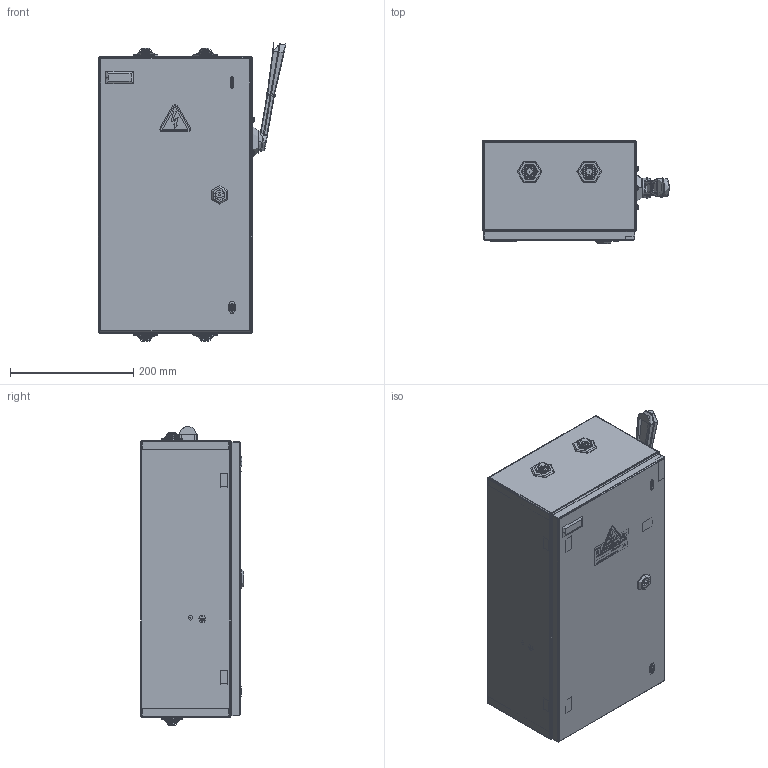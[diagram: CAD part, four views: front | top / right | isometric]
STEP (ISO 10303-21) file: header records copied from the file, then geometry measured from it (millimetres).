
FILE_DESCRIPTION (( 'STEP AP203' ), '1' );
FILE_NAME ('450.000.013 ßùèê ñèëîâîé ßÐÏ-100.STEP', '2024-10-28T11:05:46', ( '' ), ( '' ), 'SwSTEP 2.0', 'SolidWorks 2017', '' );
FILE_SCHEMA (( 'CONFIG_CONTROL_DESIGN' ));
Length unit declared in the file: millimetre
Products named in the file (59): 000.106.003 忺謤僔_00; 嵑殧趌6402_6; Ðóêîÿòêà_ÂÐ32_2_00; 000.612.046 Äåðæàòåëü ïðåäîõðàíèòåëÿ 100À_01; 鎔艜_17473_M5x20; 042-04 Ýòèêåòêà çíàêà íàïðÿæåíèÿ_00; 椷摠樦趌00; 044-33 逄鋋襡樇鳺_IP31; 023-08 砑鳧罻_01; ������ ��32-31 (����)_��32(100�); 嵑殧趌11371_6; ﾊ濱ﾂﾐ32_2-1_00; 010-34 眈翴錪_00; ﾇ瑟鶴 ﾇﾘ-1 (ﾟﾇﾘﾂ.0_L45)_00; 056-43 椯鴀殣罻_00; Øïëèíò_397_3,2å40; 000.800.007 青镨疣蝈朦_00; 嵑殧趌10462_5; 028-16 栴鍕趌00; 046-04 青汶篪赅 忖钿郷20_1; 鎔艜_17473_M6x12; 鎔艜_17473_M5x8; 060-228 嵙縺 100餛00; ﾎ魵瑙韃 ﾎﾔﾏ-2_01; 037-12 毳罻 櫇襛醂00; 026-26 赶鎀鍧_00; 嵑殧趌6402_5; 000.201.050 攜歑罻_00-IP-31; 065-01 沶鐍趌00; 蹴濋趌5927_M6; 鍔錓_7798_M6x25; 025-340  砑鳧罻 膰艜魛蠉_00; 000.211.055 攜歑罻_00; 嵑殧趌11371_5; 060-229 嵙縺 100餛00; 043-49 Êîíòàêò 100À_01 "100€"; 450.000.013 ßùèê ñèëîâîé ßÐÏ-100; 002-72 栺樇罻_00; 鍔錓_7798_M6x16; ч瀁禬п-1_00 ...
Assembly tree (172 placements, depth 5):
  450.000.013 ßùèê ñèëîâîé ßÐÏ-100
    000.106.003 忺謤僔_00
      008-33 栺樇罻_00
      002-72 栺樇罻_00  x2
      028-16 栴鍕趌00  x2
      026-26 赶鎀鍧_00
      019-20 砑鳧罻_00  x2
      Øïèëüêà çàçåìëåíèÿ CKF CS_Œ6å16
    037-12 毳罻 櫇襛醂00  x2
    Øïëèíò_397_3,2å40  x2
    嵑殧趌11371_5  x2
    嵑殧趌6402_5  x2
    鎔艜_17473_M5x10  x2
    000.201.050 攜歑罻_00-IP-31
      000.211.055 攜歑罻_00
        012-72 攜歑罻_00
        026-56 赶鎀鍧_00  x2
        026-121 赶鎀鍧_00
      ﾇ瑟鶴 ﾇﾘ-1 (ﾟﾇﾘﾂ.0_L45)_00
        扻豵鵨_п-1
        ч瀁禬п-1_00
        嵑殧趌11371_6
        鎔艜_17473_M6x12
      椷摠樦趌00
      044-33 逄鋋襡樇鳺_IP31
    000.900.031 Áëîê âûêëþ÷àòåëÿ 100À_00
      010-34 眈翴錪_00
      ��32-31�31250-32 ���3 (��������)_��32-31�31250-32
        ������ ��32-31 (����)_��32(100�)
        ﾊ濱ﾂﾐ32_2-1_00
        嵑殧趌11371_6  x15
        鍔錓_7798_M6x16  x6
        嵑殧趌6402_6  x6
        蹴濋趌5915_M6  x6
        Ðóêîÿòêà_ÂÐ32_2_00
        鎔艜_17473_M6x16  x3
        蹴濋趌5927_M6  x3
      嵑殧趌11371_6  x14
      嵑殧趌6402_6  x7
      蹴濋趌5927_M6  x7
      鎔艜_17473_M6x16  x4
      000.612.046 Äåðæàòåëü ïðåäîõðàíèòåëÿ 100À_01  x3
        ﾎ魵瑙韃 ﾎﾔﾏ-2_01
        000.612.047 Êîíòàêò 100À_00
          043-49 Êîíòàêò 100À_01 "100€"
          Ïðóæèíà-êîëüöî1_ðóáèëüíèê 100À_00
          023-08 砑鳧罻_01
          嵑殧趌11371_5  x2
          鎔艜_17473_M5x20  x2
          嵑殧趌11371_6  x2
          嵑殧趌6402_6
          蹴濋趌5915_M6
          鍔錓_7798_M6x25
          嵑殧趌6402_5  x2
        025-340  砑鳧罻 膰艜魛蠉_00
      鎔艜_17473_M6x25  x3
      060-227 嵙縺 100餛00
      060-228 嵙縺 100餛00
      060-229 嵙縺 100餛00
      000.800.007 青镨疣蝈朦_00
Bounding box: 304.69 x 167.63 x 485.06 mm (x, y, z)
Volume: 1764848.9 mm3
Topology: 268 solids, 272 shells, 7052 faces, 17429 edges, 11289 vertices
Faces by surface type: plane 3841, cylinder 1956, bspline 910, torus 157, cone 96, sphere 92
Full cylindrical faces by diameter (mm): 8.4 x1
Entity records: 228092 total; most frequent: CARTESIAN_POINT 121650, ORIENTED_EDGE 21534, DIRECTION 17355, EDGE_CURVE 10767, VERTEX_POINT 7075, LINE 6701, VECTOR 6701, AXIS2_PLACEMENT_3D 5327
